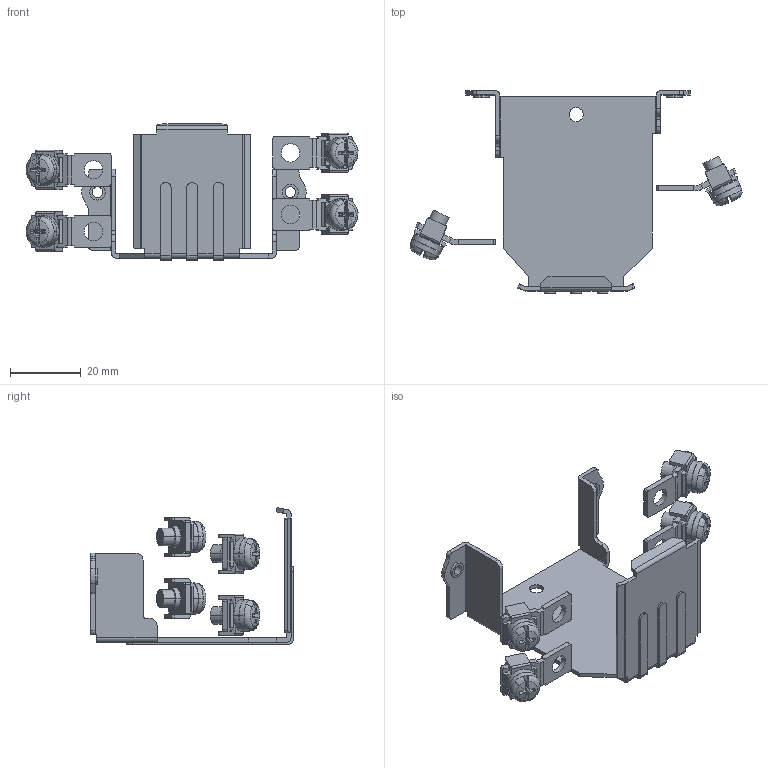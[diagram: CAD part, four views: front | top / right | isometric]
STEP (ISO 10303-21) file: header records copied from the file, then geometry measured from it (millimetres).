
FILE_DESCRIPTION (( 'STEP AP203' ), '1' );
FILE_NAME ('OUTSIDE-NC9Z-MA21.STEP', '2014-03-27T00:28:30', ( 'IDEC' ), ( '' ), 'SwSTEP 2.0', 'SolidWorks 2012', '' );
FILE_SCHEMA (( 'CONFIG_CONTROL_DESIGN' ));
Length unit declared in the file: millimetre
Products named in the file (3): OUTSIDE_NC1V-PANEL-MOUNT2; OUTSIDE_NC1V-REAR-ADAPTOR; OUTSIDE-NC9Z-MA21
Assembly tree (5 placements, depth 2):
  OUTSIDE-NC9Z-MA21
    OUTSIDE_NC1V-PANEL-MOUNT2
    OUTSIDE_NC1V-REAR-ADAPTOR  x4
Bounding box: 94.18 x 57.4 x 38.7 mm (x, y, z)
Volume: 8784 mm3; surface area: 14307.4 mm2
Topology: 5 solids, 5 shells, 646 faces, 1846 edges, 1216 vertices
Faces by surface type: plane 416, cylinder 158, bspline 36, cone 36
Entity records: 9867 total; most frequent: CARTESIAN_POINT 2064, ORIENTED_EDGE 1598, DIRECTION 1495, EDGE_CURVE 799, LINE 547, VECTOR 547, VERTEX_POINT 529, AXIS2_PLACEMENT_3D 474
